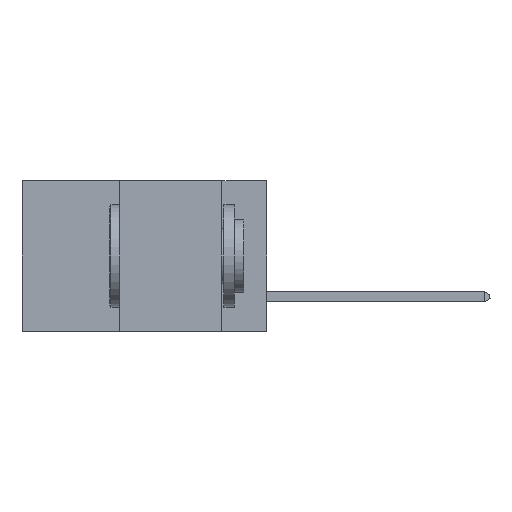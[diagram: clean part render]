
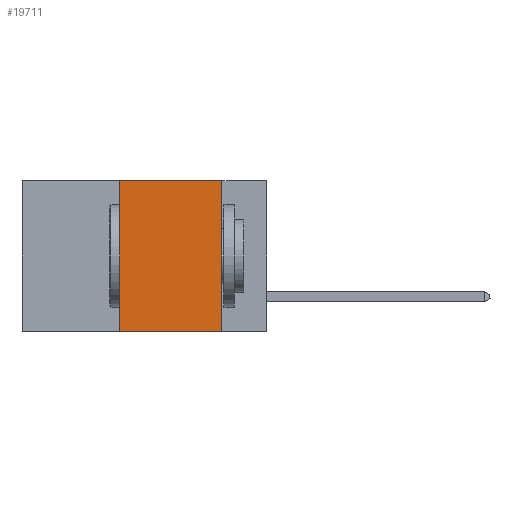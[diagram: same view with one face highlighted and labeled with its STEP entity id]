
A CAD part, left-side view. The second image highlights one B-rep face of the part: STEP entity #19711.
In plain terms, the highlighted planar face has unit normal (-1, 0, 0).
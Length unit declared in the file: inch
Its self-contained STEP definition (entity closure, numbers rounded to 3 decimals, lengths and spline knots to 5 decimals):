
#421 = LINE ( 'NONE', #21063, #21754 ) ;
#1292 = CARTESIAN_POINT ( 'NONE',  ( 0., 0.6, 0. ) ) ;
#1613 = DIRECTION ( 'NONE',  ( 0., -1., 0. ) ) ;
#1733 = CARTESIAN_POINT ( 'NONE',  ( 0., 0.36, 0. ) ) ;
#2656 = CARTESIAN_POINT ( 'NONE',  ( 0., 0.11, -0.37 ) ) ;
#3390 = ORIENTED_EDGE ( 'NONE', *, *, #27810, .F. ) ;
#6131 = VERTEX_POINT ( 'NONE', #2656 ) ;
#6375 = EDGE_LOOP ( 'NONE', ( #8115, #18545, #3390, #7851 ) ) ;
#7851 = ORIENTED_EDGE ( 'NONE', *, *, #17091, .T. ) ;
#8115 = ORIENTED_EDGE ( 'NONE', *, *, #19294, .F. ) ;
#8983 = AXIS2_PLACEMENT_3D ( 'NONE', #32454, #18534, #29764 ) ;
#10458 = EDGE_CURVE ( 'NONE', #30750, #15334, #21285, .T. ) ;
#12641 = CARTESIAN_POINT ( 'NONE',  ( 0., 0.11, 0. ) ) ;
#12709 = DIRECTION ( 'NONE',  ( 0., 0., -1. ) ) ;
#15334 = VERTEX_POINT ( 'NONE', #12641 ) ;
#15878 = LINE ( 'NONE', #31985, #26054 ) ;
#16761 = VERTEX_POINT ( 'NONE', #35162 ) ;
#17091 = EDGE_CURVE ( 'NONE', #16761, #6131, #421, .T. ) ;
#18300 = PLANE ( 'NONE',  #8983 ) ;
#18534 = DIRECTION ( 'NONE',  ( 1., 0., 0. ) ) ;
#18545 = ORIENTED_EDGE ( 'NONE', *, *, #10458, .F. ) ;
#19294 = EDGE_CURVE ( 'NONE', #15334, #6131, #15878, .T. ) ;
#19424 = FACE_OUTER_BOUND ( 'NONE', #6375, .T. ) ;
#19711 = ADVANCED_FACE ( 'NONE', ( #19424 ), #18300, .F. ) ;
#21063 = CARTESIAN_POINT ( 'NONE',  ( 0., 0.6, -0.37 ) ) ;
#21285 = LINE ( 'NONE', #1292, #30882 ) ;
#21754 = VECTOR ( 'NONE', #1613, 39.37008 ) ;
#22499 = CARTESIAN_POINT ( 'NONE',  ( 0., 0.36, 0. ) ) ;
#24242 = DIRECTION ( 'NONE',  ( 0., 0., 1. ) ) ;
#26054 = VECTOR ( 'NONE', #12709, 39.37008 ) ;
#27810 = EDGE_CURVE ( 'NONE', #16761, #30750, #32441, .T. ) ;
#29764 = DIRECTION ( 'NONE',  ( 0., 0., -1. ) ) ;
#30750 = VERTEX_POINT ( 'NONE', #22499 ) ;
#30882 = VECTOR ( 'NONE', #34805, 39.37008 ) ;
#31984 = VECTOR ( 'NONE', #24242, 39.37008 ) ;
#31985 = CARTESIAN_POINT ( 'NONE',  ( 0., 0.11, 0. ) ) ;
#32441 = LINE ( 'NONE', #1733, #31984 ) ;
#32454 = CARTESIAN_POINT ( 'NONE',  ( 0., 0.6, 0. ) ) ;
#34805 = DIRECTION ( 'NONE',  ( 0., -1., 0. ) ) ;
#35162 = CARTESIAN_POINT ( 'NONE',  ( 0., 0.36, -0.37 ) ) ;
